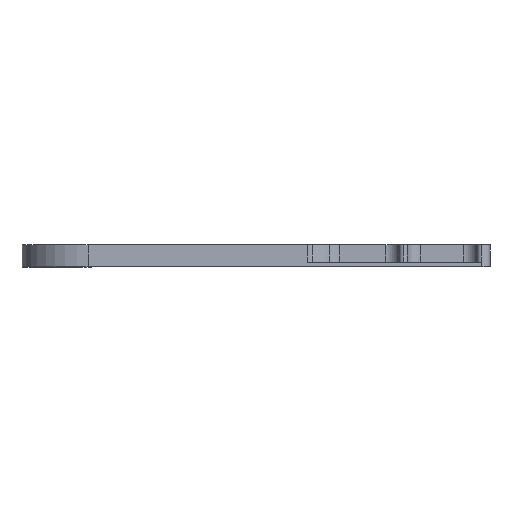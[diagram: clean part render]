
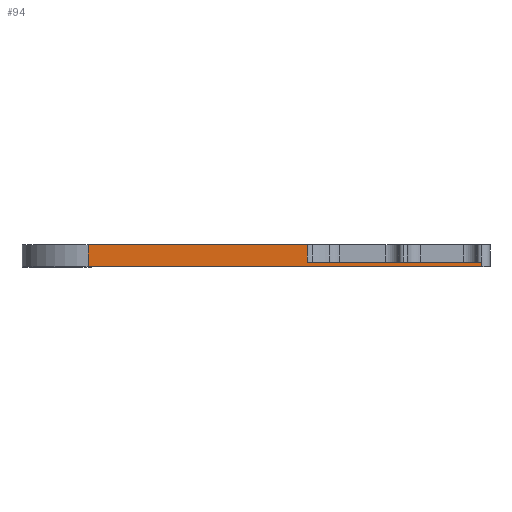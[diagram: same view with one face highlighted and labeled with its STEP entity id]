
A CAD part, top view. The second image highlights one B-rep face of the part: STEP entity #94.
In plain terms, the highlighted planar face has unit normal (0, 0, 1).
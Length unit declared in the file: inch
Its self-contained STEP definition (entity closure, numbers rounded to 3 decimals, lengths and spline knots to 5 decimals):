
#54 = CARTESIAN_POINT ( 'NONE',  ( 4.25, -0.09498, 2.375 ) ) ;
#94 = ADVANCED_FACE ( 'NONE', ( #518 ), #3083, .F. ) ;
#164 = VERTEX_POINT ( 'NONE', #1267 ) ;
#248 = LINE ( 'NONE', #4081, #251 ) ;
#251 = VECTOR ( 'NONE', #2096, 39.37008 ) ;
#518 = FACE_OUTER_BOUND ( 'NONE', #3658, .T. ) ;
#538 = DIRECTION ( 'NONE',  ( -1., 0., 0. ) ) ;
#612 = DIRECTION ( 'NONE',  ( 0., -1., 0. ) ) ;
#655 = DIRECTION ( 'NONE',  ( 0., 1., 0. ) ) ;
#852 = DIRECTION ( 'NONE',  ( -1., 0., 0. ) ) ;
#1066 = ORIENTED_EDGE ( 'NONE', *, *, #2962, .T. ) ;
#1125 = DIRECTION ( 'NONE',  ( 0., 0., -1. ) ) ;
#1206 = VERTEX_POINT ( 'NONE', #1295 ) ;
#1213 = CARTESIAN_POINT ( 'NONE',  ( -1.42233, 0.15748, 2.375 ) ) ;
#1267 = CARTESIAN_POINT ( 'NONE',  ( -1.42233, -0.15748, 2.375 ) ) ;
#1270 = DIRECTION ( 'NONE',  ( 1., 0., 0. ) ) ;
#1290 = LINE ( 'NONE', #1598, #2918 ) ;
#1295 = CARTESIAN_POINT ( 'NONE',  ( 1.73726, 0.15748, 2.375 ) ) ;
#1378 = CARTESIAN_POINT ( 'NONE',  ( -1.42233, 0.15748, 2.375 ) ) ;
#1598 = CARTESIAN_POINT ( 'NONE',  ( 4.25, 0.15748, 2.375 ) ) ;
#1623 = EDGE_CURVE ( 'NONE', #164, #2110, #2251, .T. ) ;
#1770 = VECTOR ( 'NONE', #852, 39.37008 ) ;
#1778 = LINE ( 'NONE', #2091, #1770 ) ;
#1826 = VERTEX_POINT ( 'NONE', #2054 ) ;
#1827 = ORIENTED_EDGE ( 'NONE', *, *, #2799, .T. ) ;
#1881 = VECTOR ( 'NONE', #655, 39.37008 ) ;
#1898 = CARTESIAN_POINT ( 'NONE',  ( 1.73726, 0.15748, 2.375 ) ) ;
#2054 = CARTESIAN_POINT ( 'NONE',  ( 1.73726, -0.09498, 2.375 ) ) ;
#2091 = CARTESIAN_POINT ( 'NONE',  ( 0., -0.09498, 2.375 ) ) ;
#2096 = DIRECTION ( 'NONE',  ( 1., 0., 0. ) ) ;
#2110 = VERTEX_POINT ( 'NONE', #2975 ) ;
#2123 = CARTESIAN_POINT ( 'NONE',  ( 0., -0.09498, 2.375 ) ) ;
#2251 = LINE ( 'NONE', #3836, #3100 ) ;
#2403 = ORIENTED_EDGE ( 'NONE', *, *, #3575, .T. ) ;
#2405 = CARTESIAN_POINT ( 'NONE',  ( 3.125, -0.09498, 2.375 ) ) ;
#2508 = LINE ( 'NONE', #2123, #2720 ) ;
#2514 = LINE ( 'NONE', #1213, #3223 ) ;
#2671 = VERTEX_POINT ( 'NONE', #2405 ) ;
#2720 = VECTOR ( 'NONE', #2797, 39.37008 ) ;
#2731 = CARTESIAN_POINT ( 'NONE',  ( 0., 0.15748, 2.375 ) ) ;
#2797 = DIRECTION ( 'NONE',  ( -1., 0., 0. ) ) ;
#2799 = EDGE_CURVE ( 'NONE', #2671, #1826, #2508, .T. ) ;
#2857 = VERTEX_POINT ( 'NONE', #1378 ) ;
#2918 = VECTOR ( 'NONE', #3545, 39.37008 ) ;
#2962 = EDGE_CURVE ( 'NONE', #3206, #2671, #1778, .T. ) ;
#2975 = CARTESIAN_POINT ( 'NONE',  ( 4.25, -0.15748, 2.375 ) ) ;
#2977 = ORIENTED_EDGE ( 'NONE', *, *, #3541, .T. ) ;
#3083 = PLANE ( 'NONE',  #3431 ) ;
#3100 = VECTOR ( 'NONE', #1270, 39.37008 ) ;
#3206 = VERTEX_POINT ( 'NONE', #54 ) ;
#3223 = VECTOR ( 'NONE', #612, 39.37008 ) ;
#3297 = ORIENTED_EDGE ( 'NONE', *, *, #3973, .T. ) ;
#3431 = AXIS2_PLACEMENT_3D ( 'NONE', #2731, #1125, #538 ) ;
#3476 = ORIENTED_EDGE ( 'NONE', *, *, #1623, .T. ) ;
#3541 = EDGE_CURVE ( 'NONE', #2857, #164, #2514, .T. ) ;
#3545 = DIRECTION ( 'NONE',  ( 0., 1., 0. ) ) ;
#3575 = EDGE_CURVE ( 'NONE', #1826, #1206, #4119, .T. ) ;
#3586 = ORIENTED_EDGE ( 'NONE', *, *, #3816, .F. ) ;
#3658 = EDGE_LOOP ( 'NONE', ( #1827, #2403, #3586, #2977, #3476, #3297, #1066 ) ) ;
#3816 = EDGE_CURVE ( 'NONE', #2857, #1206, #248, .T. ) ;
#3836 = CARTESIAN_POINT ( 'NONE',  ( 0., -0.15748, 2.375 ) ) ;
#3973 = EDGE_CURVE ( 'NONE', #2110, #3206, #1290, .T. ) ;
#4081 = CARTESIAN_POINT ( 'NONE',  ( 0., 0.15748, 2.375 ) ) ;
#4119 = LINE ( 'NONE', #1898, #1881 ) ;
